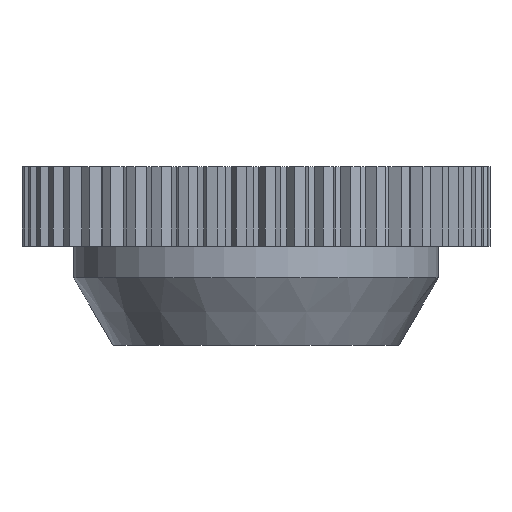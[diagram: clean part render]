
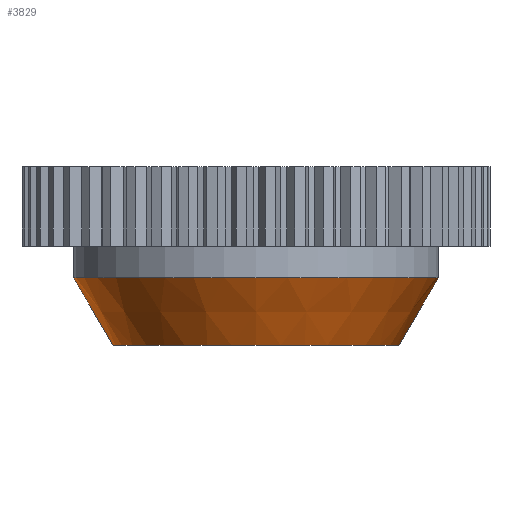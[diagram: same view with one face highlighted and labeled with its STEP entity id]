
A CAD part, front view. The second image highlights one B-rep face of the part: STEP entity #3829.
In plain terms, the highlighted conical face has half-angle 30.466 degrees and reference radius 205 mm.
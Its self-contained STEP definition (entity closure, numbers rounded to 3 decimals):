
#620=DIRECTION('',(-0.507,0.,-0.862));
#621=VECTOR('',#620,98.615);
#622=CARTESIAN_POINT('',(230.,0.,-40.));
#623=LINE('',#622,#621);
#629=DIRECTION('',(0.507,0.,-0.862));
#630=VECTOR('',#629,98.615);
#631=CARTESIAN_POINT('',(-230.,0.,-40.));
#632=LINE('',#631,#630);
#633=CARTESIAN_POINT('',(0.,0.,-40.));
#634=DIRECTION('',(0.,0.,-1.));
#635=DIRECTION('',(1.,0.,0.));
#636=AXIS2_PLACEMENT_3D('',#633,#634,#635);
#643=CARTESIAN_POINT('',(0.,0.,-125.));
#644=DIRECTION('',(0.,0.,-1.));
#645=DIRECTION('',(1.,0.,0.));
#646=AXIS2_PLACEMENT_3D('',#643,#644,#645);
#2548=CARTESIAN_POINT('',(230.,0.,-40.));
#2549=CARTESIAN_POINT('',(180.,0.,-125.));
#2550=VERTEX_POINT('',#2548);
#2551=VERTEX_POINT('',#2549);
#2552=CARTESIAN_POINT('',(-230.,0.,-40.));
#2553=CARTESIAN_POINT('',(-180.,0.,-125.));
#2554=VERTEX_POINT('',#2552);
#2555=VERTEX_POINT('',#2553);
#3817=CARTESIAN_POINT('',(0.,0.,-82.5));
#3818=DIRECTION('',(0.,0.,1.));
#3819=DIRECTION('',(-1.,0.,0.));
#3820=AXIS2_PLACEMENT_3D('',#3817,#3818,#3819);
#3821=CONICAL_SURFACE('',#3820,205.,30.466);
#3822=ORIENTED_EDGE('',*,*,#3807,.T.);
#3824=ORIENTED_EDGE('',*,*,#3823,.T.);
#3825=ORIENTED_EDGE('',*,*,#3810,.F.);
#3826=ORIENTED_EDGE('',*,*,#3369,.F.);
#3827=EDGE_LOOP('',(#3822,#3824,#3825,#3826));
#3828=FACE_OUTER_BOUND('',#3827,.F.);
#3829=ADVANCED_FACE('',(#3828),#3821,.T.);
#637=CIRCLE('',#636,230.);
#647=CIRCLE('',#646,180.);
#3369=EDGE_CURVE('',#2550,#2554,#637,.T.);
#3807=EDGE_CURVE('',#2550,#2551,#623,.T.);
#3810=EDGE_CURVE('',#2554,#2555,#632,.T.);
#3823=EDGE_CURVE('',#2551,#2555,#647,.T.);
